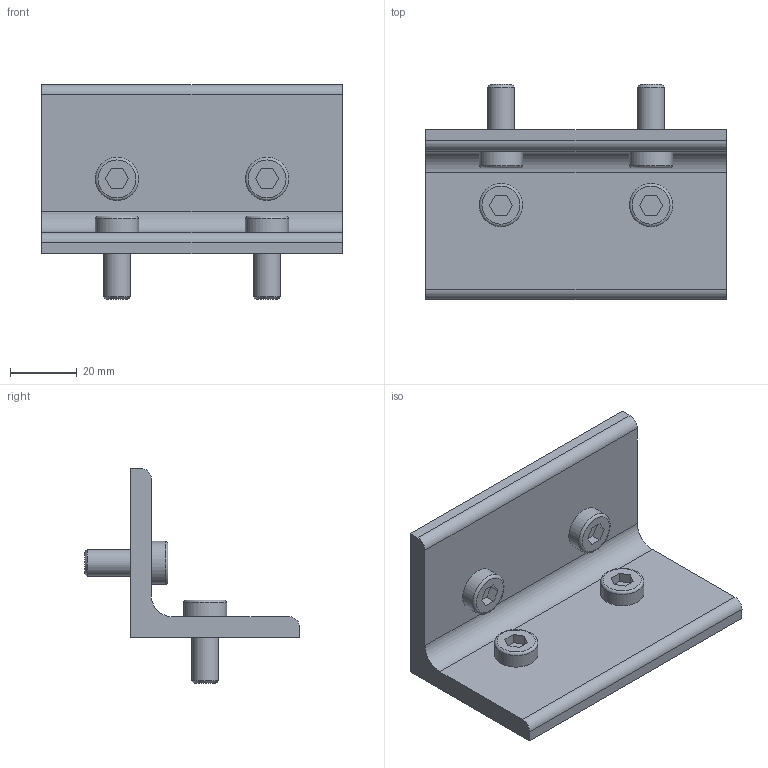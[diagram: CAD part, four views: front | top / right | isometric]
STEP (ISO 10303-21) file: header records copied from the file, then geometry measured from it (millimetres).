
FILE_DESCRIPTION(/* description */ (''),/* implementation_level */ '2;1');
FILE_NAME(/* name */ '40-540-1.stp',/* time_stamp */ '2022-04-07T08:58:03-04:00',/* author */ ('jmurphy'),/* organization */ (''),/* preprocessor_version */ 'ST-DEVELOPER v18.1',/* originating_system */ 'AutoCAD Mechanical',/* authorisation */ '');
FILE_SCHEMA (('AUTOMOTIVE_DESIGN { 1 0 10303 214 3 1 1 }'));
Length unit declared in the file: millimetre
Products named in the file (1): Product
Bounding box: 90 x 64.45 x 64.45 mm (x, y, z)
Volume: 59491.7 mm3; surface area: 23268.7 mm2
Topology: 5 solids, 5 shells, 71 faces, 155 edges, 102 vertices
Faces by surface type: plane 48, cylinder 15, cone 4, torus 4
Full cylindrical faces by diameter (mm): 8 x4, 9 x4, 13 x4
Entity records: 1978 total; most frequent: DIRECTION 345, CARTESIAN_POINT 329, ORIENTED_EDGE 310, EDGE_CURVE 155, AXIS2_PLACEMENT_3D 118, LINE 109, VECTOR 109, VERTEX_POINT 102
